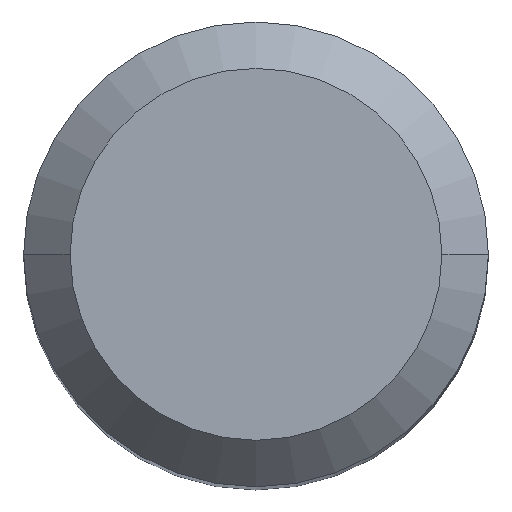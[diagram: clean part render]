
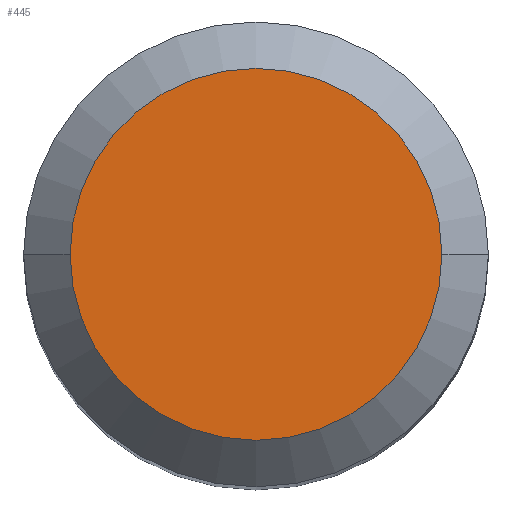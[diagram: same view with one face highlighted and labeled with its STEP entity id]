
A CAD part, top view. The second image highlights one B-rep face of the part: STEP entity #445.
In plain terms, the highlighted planar face has unit normal (0, 0, 1).
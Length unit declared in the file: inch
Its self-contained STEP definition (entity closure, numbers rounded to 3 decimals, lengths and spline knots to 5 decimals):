
#31 = ORIENTED_EDGE ( 'NONE', *, *, #465, .T. ) ;
#46 = DIRECTION ( 'NONE',  ( 1., 0., 0. ) ) ;
#67 = AXIS2_PLACEMENT_3D ( 'NONE', #446, #325, #105 ) ;
#70 = VERTEX_POINT ( 'NONE', #255 ) ;
#92 = VERTEX_POINT ( 'NONE', #186 ) ;
#105 = DIRECTION ( 'NONE',  ( 1., 0., 0. ) ) ;
#129 = DIRECTION ( 'NONE',  ( 0., 0., 1. ) ) ;
#182 = AXIS2_PLACEMENT_3D ( 'NONE', #319, #406, #284 ) ;
#186 = CARTESIAN_POINT ( 'NONE',  ( 0.15748, 0., 0. ) ) ;
#188 = AXIS2_PLACEMENT_3D ( 'NONE', #432, #129, #46 ) ;
#255 = CARTESIAN_POINT ( 'NONE',  ( -0.15748, 0., 0. ) ) ;
#284 = DIRECTION ( 'NONE',  ( -1., 0., 0. ) ) ;
#286 = FACE_OUTER_BOUND ( 'NONE', #334, .T. ) ;
#289 = CIRCLE ( 'NONE', #67, 0.15748 ) ;
#315 = ORIENTED_EDGE ( 'NONE', *, *, #370, .T. ) ;
#319 = CARTESIAN_POINT ( 'NONE',  ( 0., 0., 0. ) ) ;
#325 = DIRECTION ( 'NONE',  ( 0., 0., 1. ) ) ;
#334 = EDGE_LOOP ( 'NONE', ( #315, #31 ) ) ;
#365 = PLANE ( 'NONE',  #182 ) ;
#370 = EDGE_CURVE ( 'NONE', #70, #92, #377, .T. ) ;
#377 = CIRCLE ( 'NONE', #188, 0.15748 ) ;
#406 = DIRECTION ( 'NONE',  ( 0., 0., -1. ) ) ;
#432 = CARTESIAN_POINT ( 'NONE',  ( 0., 0., 0. ) ) ;
#445 = ADVANCED_FACE ( 'NONE', ( #286 ), #365, .F. ) ;
#446 = CARTESIAN_POINT ( 'NONE',  ( 0., 0., 0. ) ) ;
#465 = EDGE_CURVE ( 'NONE', #92, #70, #289, .T. ) ;
